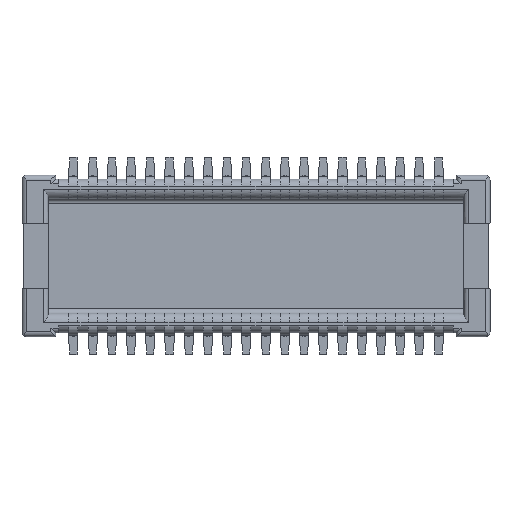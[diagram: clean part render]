
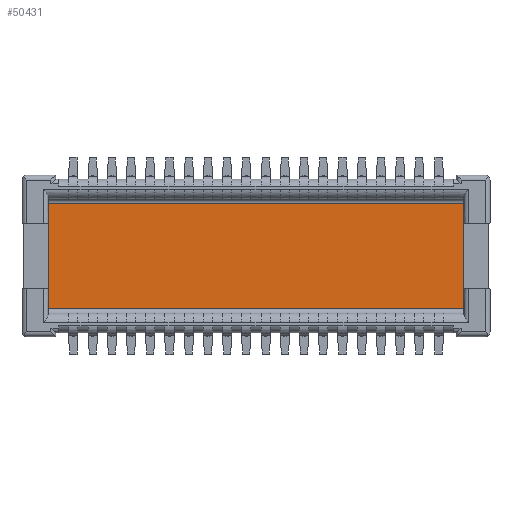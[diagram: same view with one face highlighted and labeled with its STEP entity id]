
A CAD part, top view. The second image highlights one B-rep face of the part: STEP entity #50431.
In plain terms, the highlighted planar face has unit normal (0, 0, 1).
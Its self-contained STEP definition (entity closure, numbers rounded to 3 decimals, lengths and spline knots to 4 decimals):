
#2618=LINE('',#69801,#7184);
#2647=LINE('',#69853,#7213);
#2651=LINE('',#69863,#7217);
#3055=LINE('',#70873,#7621);
#7184=VECTOR('',#58439,1000.);
#7213=VECTOR('',#58492,1000.);
#7217=VECTOR('',#58500,1000.);
#7621=VECTOR('',#59396,1000.);
#14988=ORIENTED_EDGE('',*,*,#23300,.F.);
#14989=ORIENTED_EDGE('',*,*,#23259,.F.);
#14990=ORIENTED_EDGE('',*,*,#23295,.F.);
#14991=ORIENTED_EDGE('',*,*,#23841,.F.);
#23259=EDGE_CURVE('',#28224,#28225,#2618,.T.);
#23295=EDGE_CURVE('',#28235,#28224,#2647,.T.);
#23300=EDGE_CURVE('',#28225,#28240,#2651,.T.);
#23841=EDGE_CURVE('',#28240,#28235,#3055,.T.);
#28224=VERTEX_POINT('',#69800);
#28225=VERTEX_POINT('',#69802);
#28235=VERTEX_POINT('',#69852);
#28240=VERTEX_POINT('',#69864);
#31378=EDGE_LOOP('',(#14988,#14989,#14990,#14991));
#33354=FACE_BOUND('',#31378,.T.);
#35182=PLANE('',#52984);
#50431=ADVANCED_FACE('',(#33354),#35182,.F.);
#52984=AXIS2_PLACEMENT_3D('',#71538,#60039,#60040);
#58439=DIRECTION('',(-1.,0.,0.));
#58492=DIRECTION('',(0.,-1.,0.));
#58500=DIRECTION('',(0.,1.,0.));
#59396=DIRECTION('',(1.,0.,0.));
#60039=DIRECTION('',(0.,0.,-1.));
#60040=DIRECTION('',(-1.,0.,0.));
#69800=CARTESIAN_POINT('',(4.325,-1.09,0.32));
#69801=CARTESIAN_POINT('',(0.,-1.09,0.32));
#69802=CARTESIAN_POINT('',(-4.325,-1.09,0.32));
#69852=CARTESIAN_POINT('',(4.325,1.09,0.32));
#69853=CARTESIAN_POINT('',(4.325,1.19,0.32));
#69863=CARTESIAN_POINT('',(-4.325,-1.19,0.32));
#69864=CARTESIAN_POINT('',(-4.325,1.09,0.32));
#70873=CARTESIAN_POINT('',(0.,1.09,0.32));
#71538=CARTESIAN_POINT('',(0.,0.,0.32));
